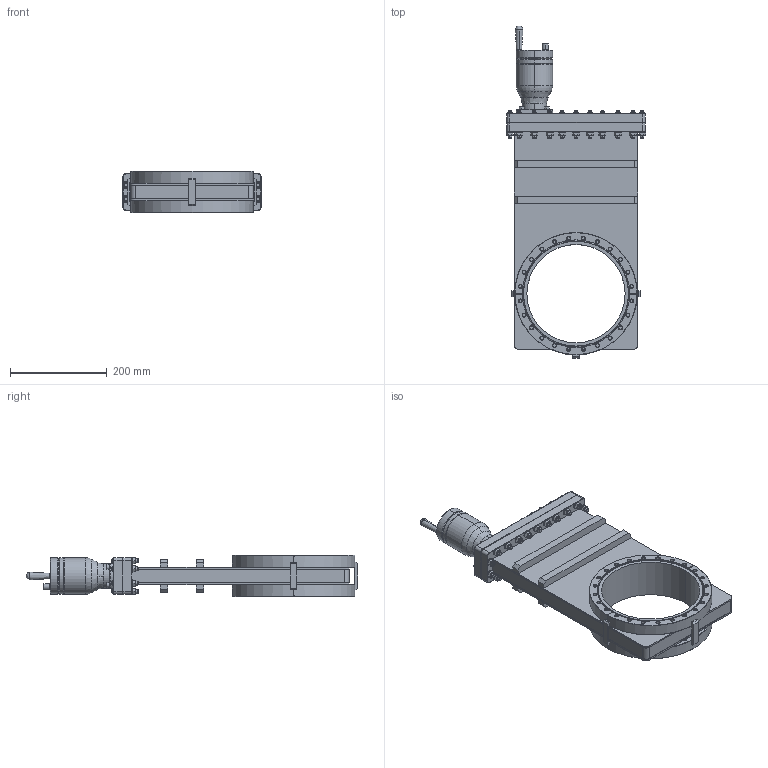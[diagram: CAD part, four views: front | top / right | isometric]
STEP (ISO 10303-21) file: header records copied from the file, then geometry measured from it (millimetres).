
FILE_DESCRIPTION (( 'STEP AP214' ), '1' );
FILE_NAME ('GVM-S11600.STEP', '2023-10-13T13:26:26', ( '' ), ( '' ), 'SwSTEP 2.0', 'SolidWorks 2020', '' );
FILE_SCHEMA (( 'AUTOMOTIVE_DESIGN' ));
Length unit declared in the file: inch
Products named in the file (1): GVM-S11600
Bounding box: 287.51 x 686.54 x 84.96 mm (x, y, z)
Surface area: 520691.7 mm2 (no closed solid volume)
Topology: 0 solids, 52 shells, 1913 faces, 4459 edges, 2742 vertices
Faces by surface type: plane 1048, cone 465, cylinder 382, bspline 16, torus 2
Entity records: 59922 total; most frequent: CARTESIAN_POINT 16778, DIRECTION 8932, ORIENTED_EDGE 8702, EDGE_CURVE 4455, AXIS2_PLACEMENT_3D 3248, VERTEX_POINT 2742, VECTOR 2436, LINE 2436
